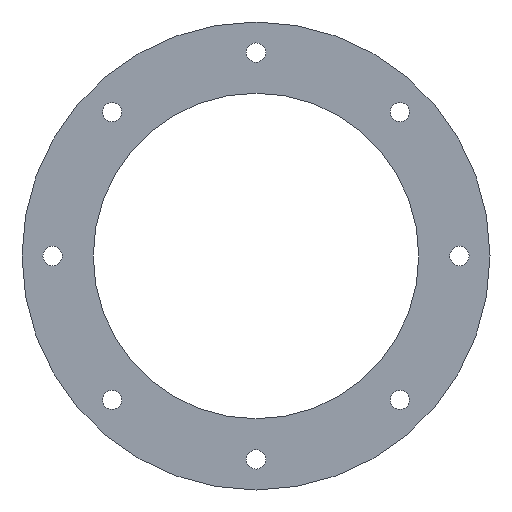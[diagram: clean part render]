
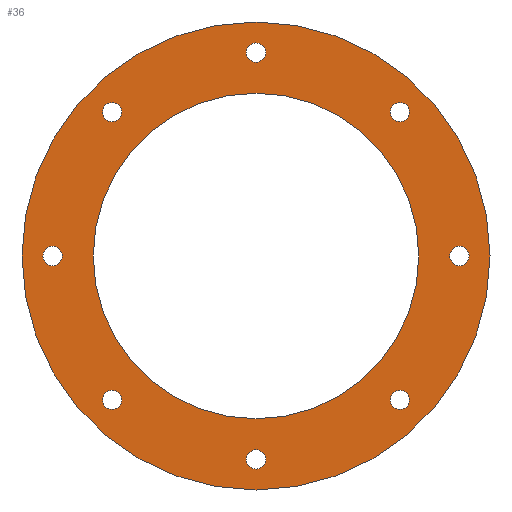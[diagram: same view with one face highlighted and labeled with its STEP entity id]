
A CAD part, left-side view. The second image highlights one B-rep face of the part: STEP entity #36.
In plain terms, the highlighted planar face has unit normal (-1, 0, 0).
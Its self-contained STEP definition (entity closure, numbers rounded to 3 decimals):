
#36 = ADVANCED_FACE( '', ( #77, #78, #79, #80, #81, #82, #83, #84, #85, #86 ), #87, .T. );
#77 = FACE_BOUND( '', #148, .T. );
#78 = FACE_BOUND( '', #149, .T. );
#79 = FACE_BOUND( '', #150, .T. );
#80 = FACE_BOUND( '', #151, .T. );
#81 = FACE_BOUND( '', #152, .T. );
#82 = FACE_BOUND( '', #153, .T. );
#83 = FACE_BOUND( '', #154, .T. );
#84 = FACE_BOUND( '', #155, .T. );
#85 = FACE_BOUND( '', #156, .T. );
#86 = FACE_OUTER_BOUND( '', #157, .T. );
#87 = PLANE( '', #158 );
#148 = EDGE_LOOP( '', ( #213 ) );
#149 = EDGE_LOOP( '', ( #214 ) );
#150 = EDGE_LOOP( '', ( #215 ) );
#151 = EDGE_LOOP( '', ( #216 ) );
#152 = EDGE_LOOP( '', ( #217 ) );
#153 = EDGE_LOOP( '', ( #218 ) );
#154 = EDGE_LOOP( '', ( #219 ) );
#155 = EDGE_LOOP( '', ( #220 ) );
#156 = EDGE_LOOP( '', ( #221 ) );
#157 = EDGE_LOOP( '', ( #222 ) );
#158 = AXIS2_PLACEMENT_3D( '', #223, #224, #225 );
#213 = ORIENTED_EDGE( '', *, *, #301, .T. );
#214 = ORIENTED_EDGE( '', *, *, #302, .T. );
#215 = ORIENTED_EDGE( '', *, *, #303, .T. );
#216 = ORIENTED_EDGE( '', *, *, #304, .T. );
#217 = ORIENTED_EDGE( '', *, *, #305, .T. );
#218 = ORIENTED_EDGE( '', *, *, #306, .T. );
#219 = ORIENTED_EDGE( '', *, *, #307, .T. );
#220 = ORIENTED_EDGE( '', *, *, #308, .T. );
#221 = ORIENTED_EDGE( '', *, *, #309, .T. );
#222 = ORIENTED_EDGE( '', *, *, #310, .F. );
#223 = CARTESIAN_POINT( '', ( 0., 115., 0. ) );
#224 = DIRECTION( '', ( -1., 0., 0. ) );
#225 = DIRECTION( '', ( 0., 0., 1. ) );
#301 = EDGE_CURVE( '', #333, #333, #334, .T. );
#302 = EDGE_CURVE( '', #335, #335, #336, .T. );
#303 = EDGE_CURVE( '', #337, #337, #338, .T. );
#304 = EDGE_CURVE( '', #339, #339, #340, .T. );
#305 = EDGE_CURVE( '', #341, #341, #342, .T. );
#306 = EDGE_CURVE( '', #343, #343, #344, .T. );
#307 = EDGE_CURVE( '', #345, #345, #346, .T. );
#308 = EDGE_CURVE( '', #347, #347, #348, .T. );
#309 = EDGE_CURVE( '', #349, #349, #350, .T. );
#310 = EDGE_CURVE( '', #351, #351, #352, .T. );
#333 = VERTEX_POINT( '', #385 );
#334 = CIRCLE( '', #386, 80. );
#335 = VERTEX_POINT( '', #387 );
#336 = CIRCLE( '', #388, 4.75 );
#337 = VERTEX_POINT( '', #389 );
#338 = CIRCLE( '', #390, 4.75 );
#339 = VERTEX_POINT( '', #391 );
#340 = CIRCLE( '', #392, 4.75 );
#341 = VERTEX_POINT( '', #393 );
#342 = CIRCLE( '', #394, 4.75 );
#343 = VERTEX_POINT( '', #395 );
#344 = CIRCLE( '', #396, 4.75 );
#345 = VERTEX_POINT( '', #397 );
#346 = CIRCLE( '', #398, 4.75 );
#347 = VERTEX_POINT( '', #399 );
#348 = CIRCLE( '', #400, 4.75 );
#349 = VERTEX_POINT( '', #401 );
#350 = CIRCLE( '', #402, 4.75 );
#351 = VERTEX_POINT( '', #403 );
#352 = CIRCLE( '', #404, 115. );
#385 = CARTESIAN_POINT( '', ( 0., 0., -80. ) );
#386 = AXIS2_PLACEMENT_3D( '', #436, #437, #438 );
#387 = CARTESIAN_POINT( '', ( 0., 100., -4.75 ) );
#388 = AXIS2_PLACEMENT_3D( '', #439, #440, #441 );
#389 = CARTESIAN_POINT( '', ( 0., 0., -104.75 ) );
#390 = AXIS2_PLACEMENT_3D( '', #442, #443, #444 );
#391 = CARTESIAN_POINT( '', ( 0., -70.711, -75.461 ) );
#392 = AXIS2_PLACEMENT_3D( '', #445, #446, #447 );
#393 = CARTESIAN_POINT( '', ( 0., -100., -4.75 ) );
#394 = AXIS2_PLACEMENT_3D( '', #448, #449, #450 );
#395 = CARTESIAN_POINT( '', ( 0., -70.711, 65.961 ) );
#396 = AXIS2_PLACEMENT_3D( '', #451, #452, #453 );
#397 = CARTESIAN_POINT( '', ( 0., 0., 95.25 ) );
#398 = AXIS2_PLACEMENT_3D( '', #454, #455, #456 );
#399 = CARTESIAN_POINT( '', ( 0., 70.711, 65.961 ) );
#400 = AXIS2_PLACEMENT_3D( '', #457, #458, #459 );
#401 = CARTESIAN_POINT( '', ( 0., 70.711, -75.461 ) );
#402 = AXIS2_PLACEMENT_3D( '', #460, #461, #462 );
#403 = CARTESIAN_POINT( '', ( 0., 0., -115. ) );
#404 = AXIS2_PLACEMENT_3D( '', #463, #464, #465 );
#436 = CARTESIAN_POINT( '', ( 0., 0., 0. ) );
#437 = DIRECTION( '', ( 1., 0., 0. ) );
#438 = DIRECTION( '', ( 0., 0., -1. ) );
#439 = CARTESIAN_POINT( '', ( 0., 100., 0. ) );
#440 = DIRECTION( '', ( 1., 0., 0. ) );
#441 = DIRECTION( '', ( 0., 0., -1. ) );
#442 = CARTESIAN_POINT( '', ( 0., 0., -100. ) );
#443 = DIRECTION( '', ( 1., 0., 0. ) );
#444 = DIRECTION( '', ( 0., 0., -1. ) );
#445 = CARTESIAN_POINT( '', ( 0., -70.711, -70.711 ) );
#446 = DIRECTION( '', ( 1., 0., 0. ) );
#447 = DIRECTION( '', ( 0., 0., -1. ) );
#448 = CARTESIAN_POINT( '', ( 0., -100., 0. ) );
#449 = DIRECTION( '', ( 1., 0., 0. ) );
#450 = DIRECTION( '', ( 0., 0., -1. ) );
#451 = CARTESIAN_POINT( '', ( 0., -70.711, 70.711 ) );
#452 = DIRECTION( '', ( 1., 0., 0. ) );
#453 = DIRECTION( '', ( 0., 0., -1. ) );
#454 = CARTESIAN_POINT( '', ( 0., 0., 100. ) );
#455 = DIRECTION( '', ( 1., 0., 0. ) );
#456 = DIRECTION( '', ( 0., 0., -1. ) );
#457 = CARTESIAN_POINT( '', ( 0., 70.711, 70.711 ) );
#458 = DIRECTION( '', ( 1., 0., 0. ) );
#459 = DIRECTION( '', ( 0., 0., -1. ) );
#460 = CARTESIAN_POINT( '', ( 0., 70.711, -70.711 ) );
#461 = DIRECTION( '', ( 1., 0., 0. ) );
#462 = DIRECTION( '', ( 0., 0., -1. ) );
#463 = CARTESIAN_POINT( '', ( 0., 0., 0. ) );
#464 = DIRECTION( '', ( 1., 0., 0. ) );
#465 = DIRECTION( '', ( 0., 0., -1. ) );
